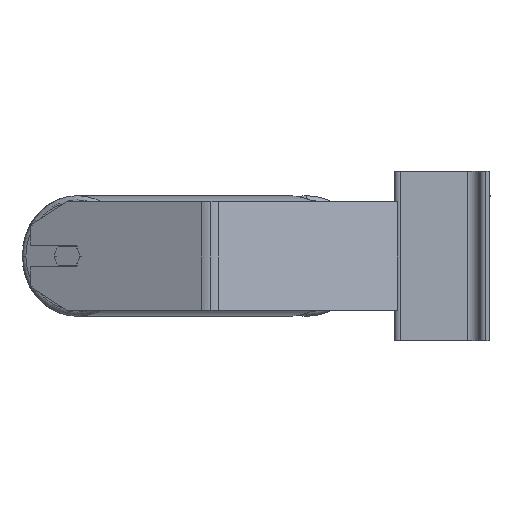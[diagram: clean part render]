
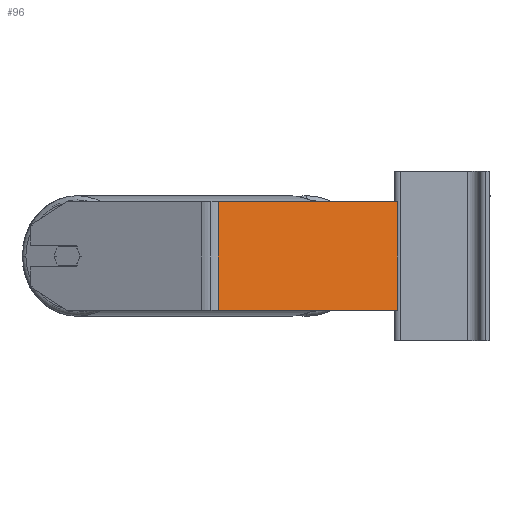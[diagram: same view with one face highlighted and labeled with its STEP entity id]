
A CAD part, left-side view. The second image highlights one B-rep face of the part: STEP entity #96.
In plain terms, the highlighted planar face has unit normal (-0.94, -0.342, 0).
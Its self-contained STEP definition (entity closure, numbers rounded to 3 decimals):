
#96 = ADVANCED_FACE ( 'NONE', ( #3597 ), #510, .F. ) ;
#213 = EDGE_CURVE ( 'NONE', #4575, #3787, #3920, .T. ) ;
#253 = ORIENTED_EDGE ( 'NONE', *, *, #10000, .F. ) ;
#486 = ORIENTED_EDGE ( 'NONE', *, *, #3583, .T. ) ;
#510 = PLANE ( 'NONE',  #9287 ) ;
#627 = LINE ( 'NONE', #8998, #9233 ) ;
#988 = CARTESIAN_POINT ( 'NONE',  ( -635.477, 147.715, 40. ) ) ;
#1100 = CARTESIAN_POINT ( 'NONE',  ( -635.477, 147.715, -40. ) ) ;
#1485 = VERTEX_POINT ( 'NONE', #1686 ) ;
#1686 = CARTESIAN_POINT ( 'NONE',  ( -587.518, 15.948, -40. ) ) ;
#2233 = DIRECTION ( 'NONE',  ( 0., 0., -1. ) ) ;
#2974 = ORIENTED_EDGE ( 'NONE', *, *, #213, .T. ) ;
#3583 = EDGE_CURVE ( 'NONE', #3787, #1485, #627, .T. ) ;
#3597 = FACE_OUTER_BOUND ( 'NONE', #7200, .T. ) ;
#3679 = CARTESIAN_POINT ( 'NONE',  ( -637.743, 153.942, 40. ) ) ;
#3787 = VERTEX_POINT ( 'NONE', #1100 ) ;
#3920 = LINE ( 'NONE', #3974, #5355 ) ;
#3974 = CARTESIAN_POINT ( 'NONE',  ( -635.477, 147.715, 40. ) ) ;
#4484 = LINE ( 'NONE', #3679, #8404 ) ;
#4575 = VERTEX_POINT ( 'NONE', #988 ) ;
#4625 = DIRECTION ( 'NONE',  ( 0., 0., -1. ) ) ;
#4905 = CARTESIAN_POINT ( 'NONE',  ( -587.518, 15.948, 40. ) ) ;
#5036 = EDGE_CURVE ( 'NONE', #4575, #9072, #4484, .T. ) ;
#5355 = VECTOR ( 'NONE', #2233, 1000. ) ;
#6233 = CARTESIAN_POINT ( 'NONE',  ( -587.518, 15.948, 40. ) ) ;
#6978 = CARTESIAN_POINT ( 'NONE',  ( -637.743, 153.942, 40. ) ) ;
#7200 = EDGE_LOOP ( 'NONE', ( #486, #253, #7786, #2974 ) ) ;
#7786 = ORIENTED_EDGE ( 'NONE', *, *, #5036, .F. ) ;
#8186 = DIRECTION ( 'NONE',  ( 0.342, -0.94, 0. ) ) ;
#8404 = VECTOR ( 'NONE', #9377, 1000. ) ;
#8612 = DIRECTION ( 'NONE',  ( 0.94, 0.342, 0. ) ) ;
#8821 = LINE ( 'NONE', #6233, #10617 ) ;
#8998 = CARTESIAN_POINT ( 'NONE',  ( -637.743, 153.942, -40. ) ) ;
#9072 = VERTEX_POINT ( 'NONE', #4905 ) ;
#9233 = VECTOR ( 'NONE', #8186, 1000. ) ;
#9287 = AXIS2_PLACEMENT_3D ( 'NONE', #6978, #8612, #10277 ) ;
#9377 = DIRECTION ( 'NONE',  ( 0.342, -0.94, 0. ) ) ;
#10000 = EDGE_CURVE ( 'NONE', #9072, #1485, #8821, .T. ) ;
#10277 = DIRECTION ( 'NONE',  ( -0.342, 0.94, 0. ) ) ;
#10617 = VECTOR ( 'NONE', #4625, 1000. ) ;
